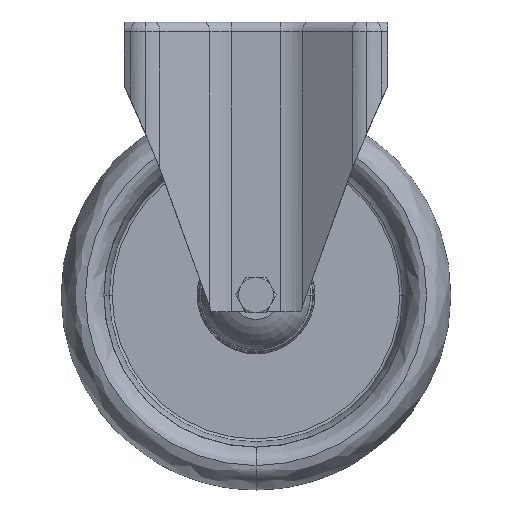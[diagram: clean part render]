
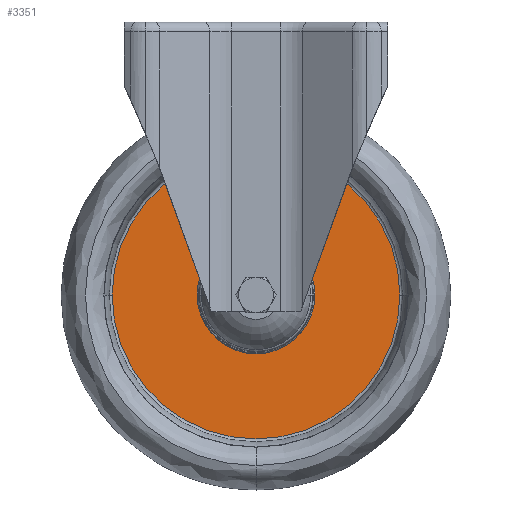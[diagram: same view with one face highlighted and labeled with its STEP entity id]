
A CAD part, top view. The second image highlights one B-rep face of the part: STEP entity #3351.
In plain terms, the highlighted planar face has unit normal (0, 0, 1).
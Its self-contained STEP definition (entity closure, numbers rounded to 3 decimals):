
#19 = DIRECTION ( 'NONE',  ( -1., 0., 0. ) ) ;
#140 = CARTESIAN_POINT ( 'NONE',  ( -9.223, -132.192, -61.25 ) ) ;
#922 = ORIENTED_EDGE ( 'NONE', *, *, #7763, .F. ) ;
#932 = AXIS2_PLACEMENT_3D ( 'NONE', #14688, #13536, #10597 ) ;
#1065 = CIRCLE ( 'NONE', #10652, 73.814 ) ;
#1984 = CIRCLE ( 'NONE', #932, 73.814 ) ;
#2388 = CARTESIAN_POINT ( 'NONE',  ( -9.223, -132.192, -61.25 ) ) ;
#2517 = CARTESIAN_POINT ( 'NONE',  ( -9.223, -132.192, -61.25 ) ) ;
#2556 = DIRECTION ( 'NONE',  ( 0., 0., 1. ) ) ;
#2967 = EDGE_CURVE ( 'NONE', #4362, #11620, #7105, .T. ) ;
#3351 = ADVANCED_FACE ( 'NONE', ( #10286, #10122 ), #3954, .T. ) ;
#3954 = PLANE ( 'NONE',  #6586 ) ;
#4192 = EDGE_LOOP ( 'NONE', ( #6541, #16298 ) ) ;
#4362 = VERTEX_POINT ( 'NONE', #4798 ) ;
#4798 = CARTESIAN_POINT ( 'NONE',  ( 20.95, -132.192, -61.25 ) ) ;
#4898 = CARTESIAN_POINT ( 'NONE',  ( 64.591, -132.192, -61.25 ) ) ;
#5308 = DIRECTION ( 'NONE',  ( 1., 0., 0. ) ) ;
#5413 = CIRCLE ( 'NONE', #12359, 30.173 ) ;
#6301 = DIRECTION ( 'NONE',  ( 0., 0., -1. ) ) ;
#6541 = ORIENTED_EDGE ( 'NONE', *, *, #2967, .F. ) ;
#6552 = VERTEX_POINT ( 'NONE', #11925 ) ;
#6586 = AXIS2_PLACEMENT_3D ( 'NONE', #7655, #10211, #15281 ) ;
#6695 = VERTEX_POINT ( 'NONE', #4898 ) ;
#7105 = CIRCLE ( 'NONE', #14533, 30.173 ) ;
#7492 = ORIENTED_EDGE ( 'NONE', *, *, #15807, .F. ) ;
#7655 = CARTESIAN_POINT ( 'NONE',  ( -9.223, -57.023, -61.25 ) ) ;
#7763 = EDGE_CURVE ( 'NONE', #6695, #6552, #1984, .T. ) ;
#9025 = CARTESIAN_POINT ( 'NONE',  ( -39.396, -132.192, -61.25 ) ) ;
#10122 = FACE_BOUND ( 'NONE', #4192, .T. ) ;
#10211 = DIRECTION ( 'NONE',  ( 0., 0., 1. ) ) ;
#10286 = FACE_OUTER_BOUND ( 'NONE', #10699, .T. ) ;
#10597 = DIRECTION ( 'NONE',  ( -1., 0., 0. ) ) ;
#10652 = AXIS2_PLACEMENT_3D ( 'NONE', #2517, #6301, #19 ) ;
#10699 = EDGE_LOOP ( 'NONE', ( #922, #7492 ) ) ;
#11328 = DIRECTION ( 'NONE',  ( 0., 0., 1. ) ) ;
#11620 = VERTEX_POINT ( 'NONE', #9025 ) ;
#11925 = CARTESIAN_POINT ( 'NONE',  ( -83.037, -132.192, -61.25 ) ) ;
#12359 = AXIS2_PLACEMENT_3D ( 'NONE', #140, #2556, #5308 ) ;
#12558 = EDGE_CURVE ( 'NONE', #11620, #4362, #5413, .T. ) ;
#13536 = DIRECTION ( 'NONE',  ( 0., 0., -1. ) ) ;
#14533 = AXIS2_PLACEMENT_3D ( 'NONE', #2388, #11328, #16229 ) ;
#14688 = CARTESIAN_POINT ( 'NONE',  ( -9.223, -132.192, -61.25 ) ) ;
#15281 = DIRECTION ( 'NONE',  ( -1., 0., 0. ) ) ;
#15807 = EDGE_CURVE ( 'NONE', #6552, #6695, #1065, .T. ) ;
#16229 = DIRECTION ( 'NONE',  ( 1., 0., 0. ) ) ;
#16298 = ORIENTED_EDGE ( 'NONE', *, *, #12558, .F. ) ;
